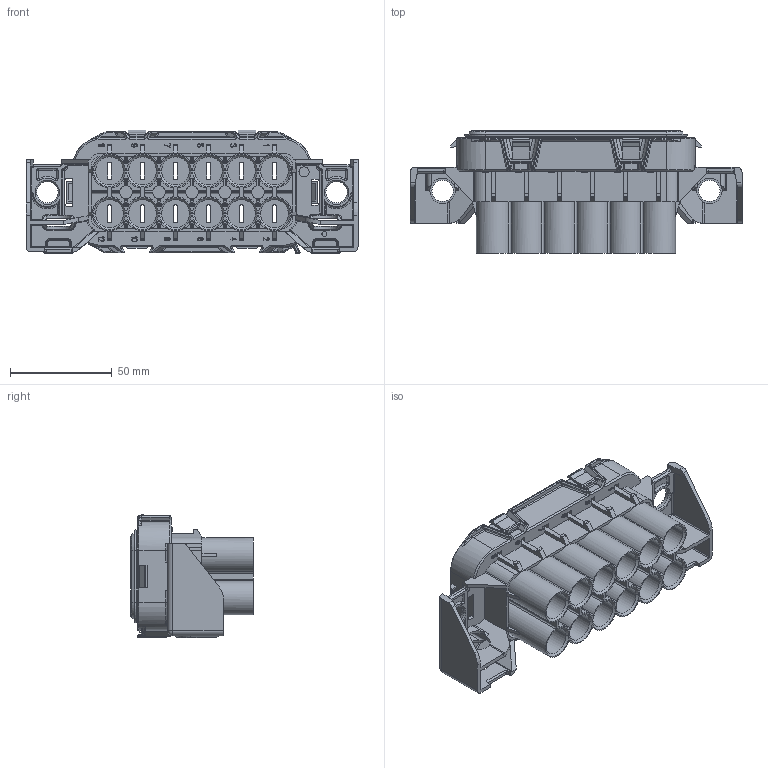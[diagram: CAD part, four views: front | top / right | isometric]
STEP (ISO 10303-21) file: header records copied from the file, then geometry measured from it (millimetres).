
FILE_DESCRIPTION((''),'2;1');
FILE_NAME('PDM-R4D01_NCF_ASM','2024-10-28T13:24:49',('20077268'),(''),'CREO PARAMETRIC BY PTC INC, 2024014','CREO PARAMETRIC BY PTC INC, 2024014','');
FILE_SCHEMA(('CONFIG_CONTROL_DESIGN'));
Products named in the file (4): C26-1012-2D_SALES_NCF; C14-1013_INSTALLED_NCF; PDM-RS_INSTALLED_NCF_ASM; PDM-R4D01_NCF_ASM
Assembly tree (3 placements, depth 3):
  PDM-R4D01_NCF_ASM
    C26-1012-2D_SALES_NCF
    PDM-RS_INSTALLED_NCF_ASM
      C14-1013_INSTALLED_NCF
Bounding box: 163 x 60.2 x 60.76 mm (x, y, z)
Volume: 151814.8 mm3; surface area: 114171.8 mm2
Topology: 2 solids, 2 shells, 3289 faces, 8451 edges, 5243 vertices
Faces by surface type: plane 1685, cylinder 875, cone 359, bspline 126, torus 118, extrusion 76, sphere 50
Entity records: 105105 total; most frequent: CARTESIAN_POINT 25615, ORIENTED_EDGE 16878, DIRECTION 16101, EDGE_CURVE 8439, VECTOR 5573, LINE 5497, AXIS2_PLACEMENT_3D 5264, VERTEX_POINT 5243
